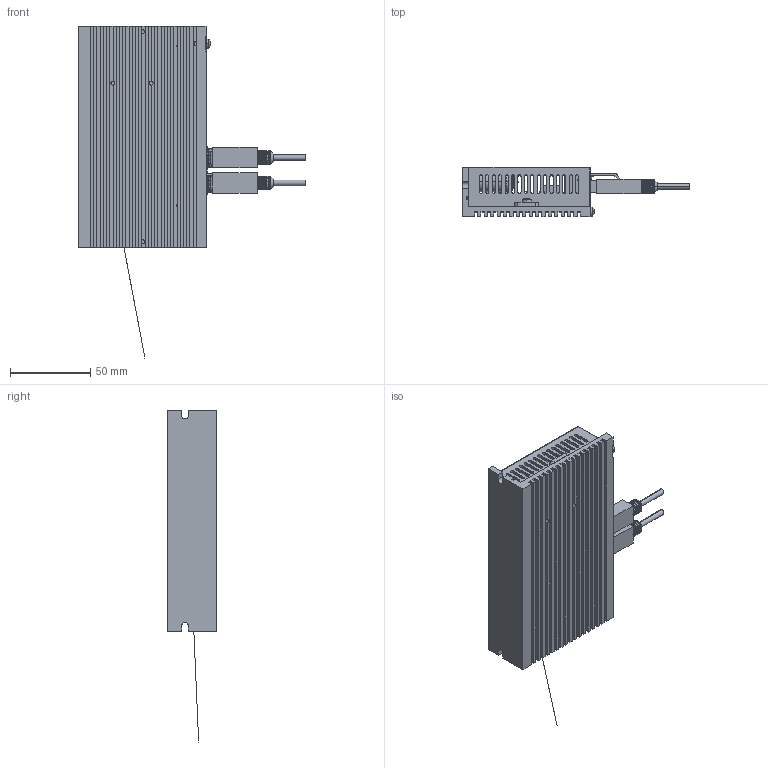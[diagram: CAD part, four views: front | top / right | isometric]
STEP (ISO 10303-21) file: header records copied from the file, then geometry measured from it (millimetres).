
FILE_DESCRIPTION (( 'STEP AP214' ), '1' );
FILE_NAME ('STF05_10-R-H.STEP', '2020-05-13T08:44:18', ( '' ), ( '' ), 'SwSTEP 2.0', 'SolidWorks 2015', '' );
FILE_SCHEMA (( 'AUTOMOTIVE_DESIGN' ));
Length unit declared in the file: millimetre
Products named in the file (1): STF05_10-R-H
Bounding box: 141.5 x 30.8 x 207 mm (x, y, z)
Volume: 134213.3 mm3; surface area: 124280.6 mm2
Topology: 48 solids, 49 shells, 5351 faces, 14398 edges, 9440 vertices
Faces by surface type: plane 3423, cylinder 1270, bspline 394, cone 216, torus 32, sphere 16
Entity records: 252095 total; most frequent: CARTESIAN_POINT 59154, ORIENTED_EDGE 28780, DIRECTION 26102, EDGE_CURVE 14390, VECTOR 9876, LINE 9876, VERTEX_POINT 9440, AXIS2_PLACEMENT_3D 8113
